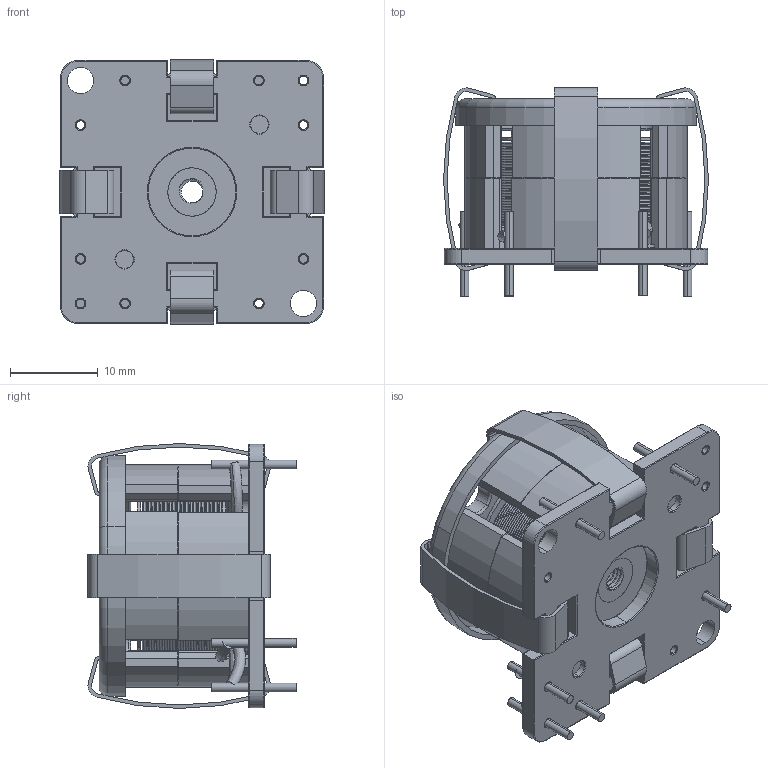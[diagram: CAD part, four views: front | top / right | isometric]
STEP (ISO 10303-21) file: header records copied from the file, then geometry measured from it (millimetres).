
FILE_DESCRIPTION (( 'STEP AP214' ), '1' );
FILE_NAME ('VTX-IND3.STEP', '2025-03-09T19:23:49', ( '' ), ( '' ), 'SwSTEP 2.0', 'SolidWorks 2024', '' );
FILE_SCHEMA (( 'AUTOMOTIVE_DESIGN' ));
Length unit declared in the file: millimetre
Products named in the file (15): Large Pot Core Board; Large Pot Core Coil; Large Pot Core Top Core; Large Pot Core Bottom Core; BB011; Large Pot Core Clamp; Wire White; Large Pot Core Pin; Large Pot Core Plastic Thread; Wire orange; Wire Green; Large Pot Core Ring; Wire Red; VTX-IND3; Wire grey
Assembly tree (22 placements, depth 2):
  VTX-IND3
    Large Pot Core Board
    BB011
    Large Pot Core Bottom Core
    Large Pot Core Ring
    Large Pot Core Top Core
    Large Pot Core Pin  x6
    Large Pot Core Coil
    Large Pot Core Plastic Thread
    Large Pot Core Clamp  x4
    Wire Red
    Wire White
    Wire orange
    Wire grey
    Wire Green
Bounding box: 30.18 x 23.71 x 30.18 mm (x, y, z)
Volume: 6761.8 mm3; surface area: 12303.2 mm2
Topology: 51 solids, 51 shells, 680 faces, 1624 edges, 996 vertices
Faces by surface type: cylinder 265, torus 196, plane 196, bspline 23
Entity records: 23941 total; most frequent: CARTESIAN_POINT 9420, DIRECTION 3068, ORIENTED_EDGE 2792, EDGE_CURVE 1396, AXIS2_PLACEMENT_3D 1268, VERTEX_POINT 844, CIRCLE 678, EDGE_LOOP 642
